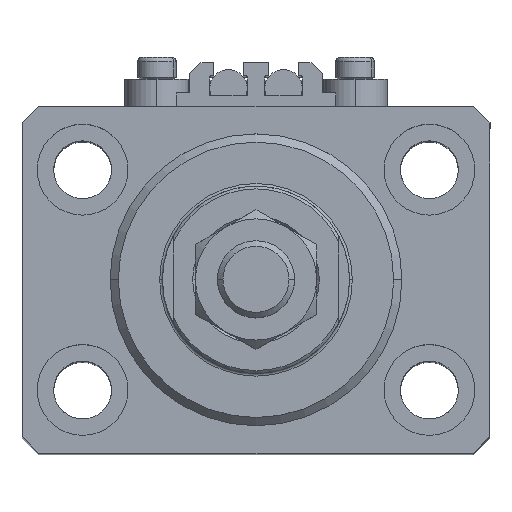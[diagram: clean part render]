
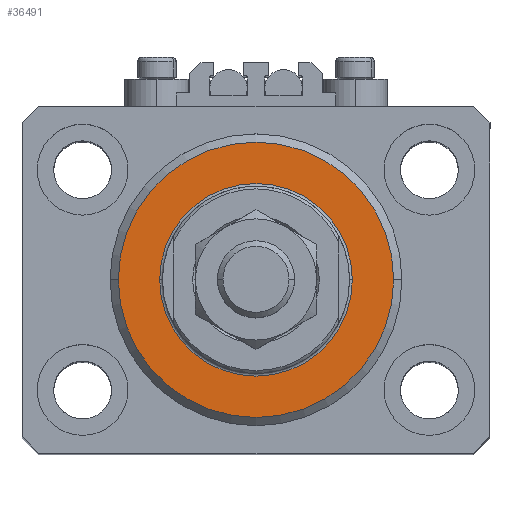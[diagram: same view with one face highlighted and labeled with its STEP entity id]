
A CAD part, top view. The second image highlights one B-rep face of the part: STEP entity #36491.
In plain terms, the highlighted face is planar.
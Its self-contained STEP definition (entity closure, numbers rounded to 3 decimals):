
#492 = CIRCLE ( 'NONE', #47816, 17.5 ) ;
#2373 = DIRECTION ( 'NONE',  ( 1., 0., 0. ) ) ;
#4548 = EDGE_CURVE ( 'NONE', #17640, #11166, #492, .T. ) ;
#4733 = VERTEX_POINT ( 'NONE', #37278 ) ;
#6243 = CARTESIAN_POINT ( 'NONE',  ( 0., 0., 0. ) ) ;
#6311 = EDGE_LOOP ( 'NONE', ( #29683, #43383 ) ) ;
#9211 = ORIENTED_EDGE ( 'NONE', *, *, #28020, .T. ) ;
#9891 = EDGE_CURVE ( 'NONE', #4733, #47467, #38075, .T. ) ;
#10152 = PLANE ( 'NONE',  #46244 ) ;
#11166 = VERTEX_POINT ( 'NONE', #36067 ) ;
#11626 = DIRECTION ( 'NONE',  ( 1., 0., 0. ) ) ;
#13921 = DIRECTION ( 'NONE',  ( 1., 0., 0. ) ) ;
#14162 = CARTESIAN_POINT ( 'NONE',  ( 0., 0., 0. ) ) ;
#14260 = AXIS2_PLACEMENT_3D ( 'NONE', #6243, #32841, #13921 ) ;
#17083 = DIRECTION ( 'NONE',  ( 0., 0., 1. ) ) ;
#17505 = CIRCLE ( 'NONE', #14260, 17.5 ) ;
#17530 = CARTESIAN_POINT ( 'NONE',  ( 25., 0., 0. ) ) ;
#17640 = VERTEX_POINT ( 'NONE', #42471 ) ;
#17810 = ORIENTED_EDGE ( 'NONE', *, *, #9891, .T. ) ;
#21834 = EDGE_LOOP ( 'NONE', ( #9211, #17810 ) ) ;
#22298 = CARTESIAN_POINT ( 'NONE',  ( 0., 0., 0. ) ) ;
#24225 = AXIS2_PLACEMENT_3D ( 'NONE', #22298, #26643, #2373 ) ;
#25916 = DIRECTION ( 'NONE',  ( 0., 0., 1. ) ) ;
#26643 = DIRECTION ( 'NONE',  ( 0., 0., -1. ) ) ;
#28020 = EDGE_CURVE ( 'NONE', #47467, #4733, #38597, .T. ) ;
#29332 = FACE_OUTER_BOUND ( 'NONE', #21834, .T. ) ;
#29683 = ORIENTED_EDGE ( 'NONE', *, *, #31538, .T. ) ;
#29829 = FACE_BOUND ( 'NONE', #6311, .T. ) ;
#31035 = CARTESIAN_POINT ( 'NONE',  ( 0., 0., 0. ) ) ;
#31538 = EDGE_CURVE ( 'NONE', #11166, #17640, #17505, .T. ) ;
#32070 = AXIS2_PLACEMENT_3D ( 'NONE', #31035, #46625, #11626 ) ;
#32841 = DIRECTION ( 'NONE',  ( 0., 0., 1. ) ) ;
#33327 = DIRECTION ( 'NONE',  ( 1., 0., 0. ) ) ;
#36067 = CARTESIAN_POINT ( 'NONE',  ( 17.5, 0., 0. ) ) ;
#36491 = ADVANCED_FACE ( 'NONE', ( #29829, #29332 ), #10152, .F. ) ;
#37278 = CARTESIAN_POINT ( 'NONE',  ( -25., 0., 0. ) ) ;
#38075 = CIRCLE ( 'NONE', #24225, 25. ) ;
#38597 = CIRCLE ( 'NONE', #32070, 25. ) ;
#41588 = DIRECTION ( 'NONE',  ( 1., 0., 0. ) ) ;
#42471 = CARTESIAN_POINT ( 'NONE',  ( -17.5, 0., 0. ) ) ;
#43383 = ORIENTED_EDGE ( 'NONE', *, *, #4548, .T. ) ;
#45411 = CARTESIAN_POINT ( 'NONE',  ( 0., 0., 0. ) ) ;
#46244 = AXIS2_PLACEMENT_3D ( 'NONE', #45411, #17083, #41588 ) ;
#46625 = DIRECTION ( 'NONE',  ( 0., 0., -1. ) ) ;
#47467 = VERTEX_POINT ( 'NONE', #17530 ) ;
#47816 = AXIS2_PLACEMENT_3D ( 'NONE', #14162, #25916, #33327 ) ;
